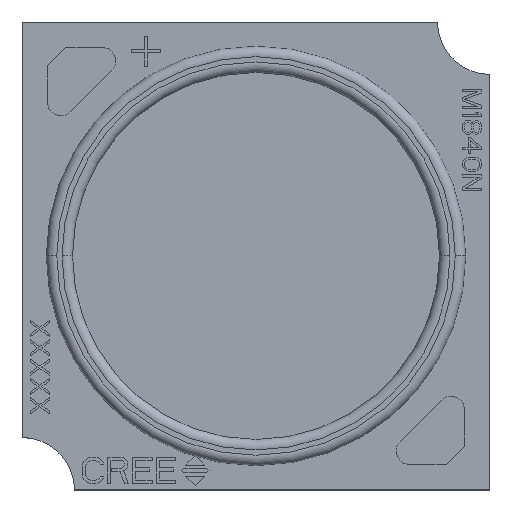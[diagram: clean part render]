
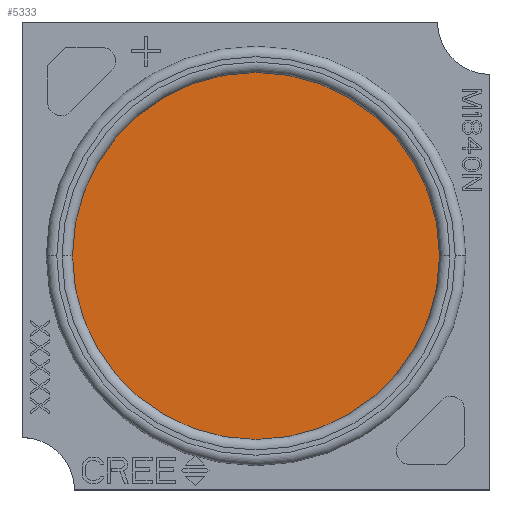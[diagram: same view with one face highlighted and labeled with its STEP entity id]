
A CAD part, top view. The second image highlights one B-rep face of the part: STEP entity #5333.
In plain terms, the highlighted face is planar.
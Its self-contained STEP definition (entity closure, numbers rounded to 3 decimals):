
#5266=CARTESIAN_POINT('',(0.,0.5,0.));
#5267=DIRECTION('',(0.,1.,0.));
#5268=DIRECTION('',(1.,0.,0.));
#5269=AXIS2_PLACEMENT_3D('',#5266,#5267,#5268);
#5271=CARTESIAN_POINT('',(0.,0.5,0.));
#5272=DIRECTION('',(0.,1.,0.));
#5273=DIRECTION('',(-1.,0.,0.));
#5274=AXIS2_PLACEMENT_3D('',#5271,#5272,#5273);
#5280=CARTESIAN_POINT('',(7.,0.5,0.));
#5281=CARTESIAN_POINT('',(-7.,0.5,0.));
#5282=VERTEX_POINT('',#5280);
#5283=VERTEX_POINT('',#5281);
#5324=CARTESIAN_POINT('',(0.,0.5,0.));
#5325=DIRECTION('',(0.,1.,0.));
#5326=DIRECTION('',(1.,0.,0.));
#5327=AXIS2_PLACEMENT_3D('',#5324,#5325,#5326);
#5328=PLANE('',#5327);
#5329=ORIENTED_EDGE('',*,*,#5304,.F.);
#5330=ORIENTED_EDGE('',*,*,#5318,.F.);
#5331=EDGE_LOOP('',(#5329,#5330));
#5332=FACE_OUTER_BOUND('',#5331,.F.);
#5333=ADVANCED_FACE('',(#5332),#5328,.T.);
#5270=CIRCLE('',#5269,7.);
#5275=CIRCLE('',#5274,7.);
#5304=EDGE_CURVE('',#5282,#5283,#5270,.T.);
#5318=EDGE_CURVE('',#5283,#5282,#5275,.T.);
